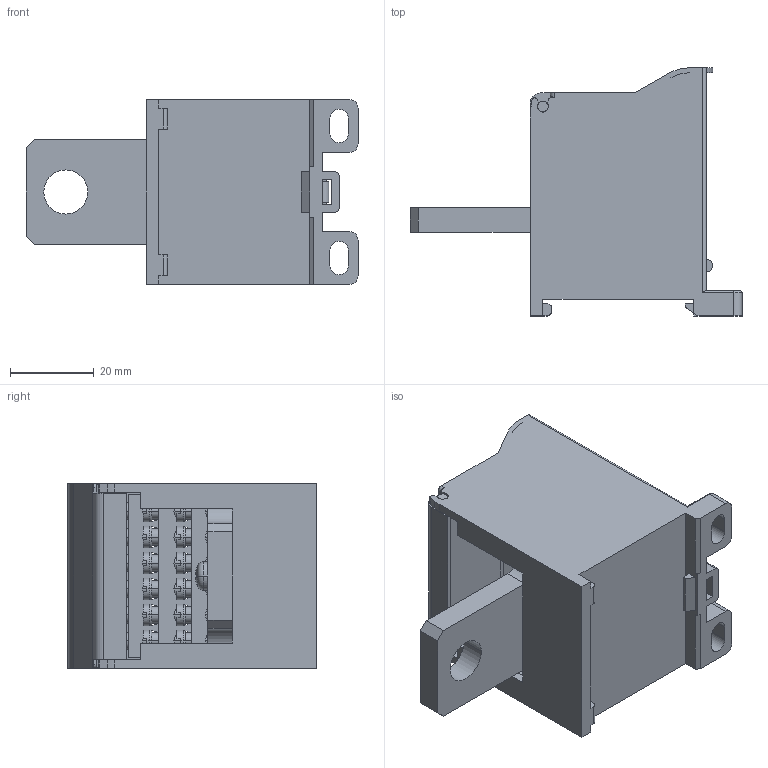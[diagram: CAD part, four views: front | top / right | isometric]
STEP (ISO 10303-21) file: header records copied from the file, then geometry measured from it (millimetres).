
FILE_DESCRIPTION((''),'2;1');
FILE_NAME('5YB576362_ASM','2023-12-02T',('dell'),(''),'PRO/ENGINEER BY PARAMETRIC TECHNOLOGY CORPORATION, 2013230','PRO/ENGINEER BY PARAMETRIC TECHNOLOGY CORPORATION, 2013230','');
FILE_SCHEMA(('AUTOMOTIVE_DESIGN { 1 0 10303 214 1 1 1 1 }'));
Length unit declared in the file: millimetre
Products named in the file (1): 5YB576362_ASM
Bounding box: 79.2 x 59.2 x 44 mm (x, y, z)
Volume: 63667.3 mm3; surface area: 33691 mm2
Topology: 1 solids, 4 shells, 1034 faces, 2887 edges, 1849 vertices
Faces by surface type: plane 459, cylinder 357, cone 132, torus 46, sphere 38, bspline 2
Entity records: 41505 total; most frequent: CARTESIAN_POINT 8513, DIRECTION 5678, ORIENTED_EDGE 5678, EDGE_CURVE 2839, AXIS2_PLACEMENT_3D 2101, VERTEX_POINT 1849, VECTOR 1476, LINE 1476
